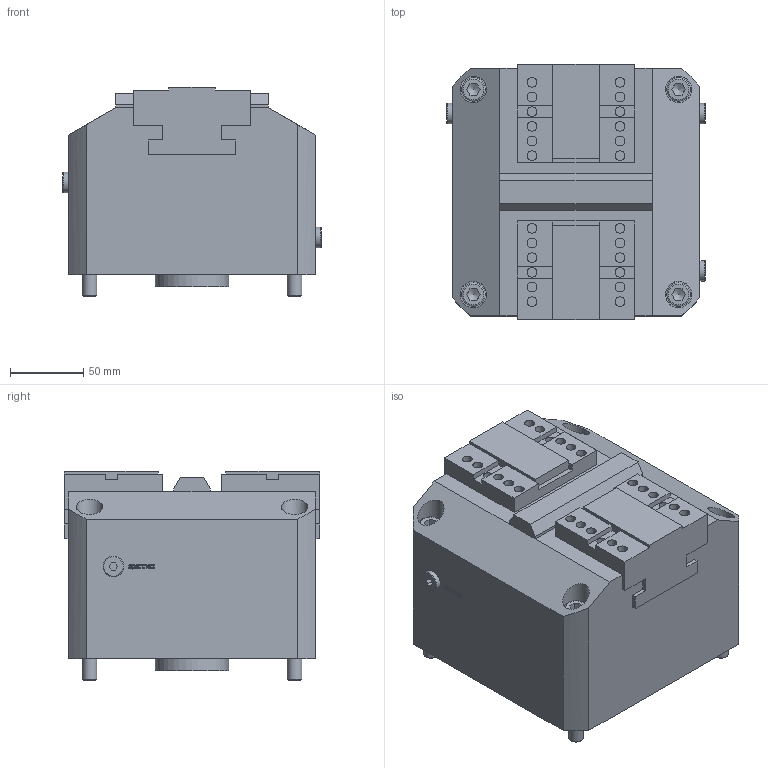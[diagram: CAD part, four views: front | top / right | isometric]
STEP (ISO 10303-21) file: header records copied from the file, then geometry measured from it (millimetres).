
FILE_DESCRIPTION((''),'2;1');
FILE_NAME('152-0170-003-Kunde.stp','2013-06-27T11:56:10',('adam'),(''),'Autodesk Inventor 2013','Autodesk Inventor 2013','');
FILE_SCHEMA(('AUTOMOTIVE_DESIGN { 1 0 10303 214 1 1 1 1 }'));
Length unit declared in the file: millimetre
Products named in the file (1): 152-0170-003-Kunde
Bounding box: 176 x 174 x 143 mm (x, y, z)
Volume: 3235206.6 mm3; surface area: 182549.7 mm2
Topology: 1 solids, 9 shells, 1303 faces, 3463 edges, 2282 vertices
Faces by surface type: plane 720, bspline 442, cylinder 103, cone 22, torus 16
Full cylindrical faces by diameter (mm): 6 x4, 6.647 x24, 8.566 x3, 8.57 x6, 10 x8, 11 x4, 12 x4, 14 x3, 16 x4, 18 x4, 50 x1
Entity records: 43648 total; most frequent: CARTESIAN_POINT 13423, ORIENTED_EDGE 6632, DIRECTION 4367, EDGE_CURVE 3316, VERTEX_POINT 2236, VECTOR 2157, LINE 2157, EDGE_LOOP 1551
